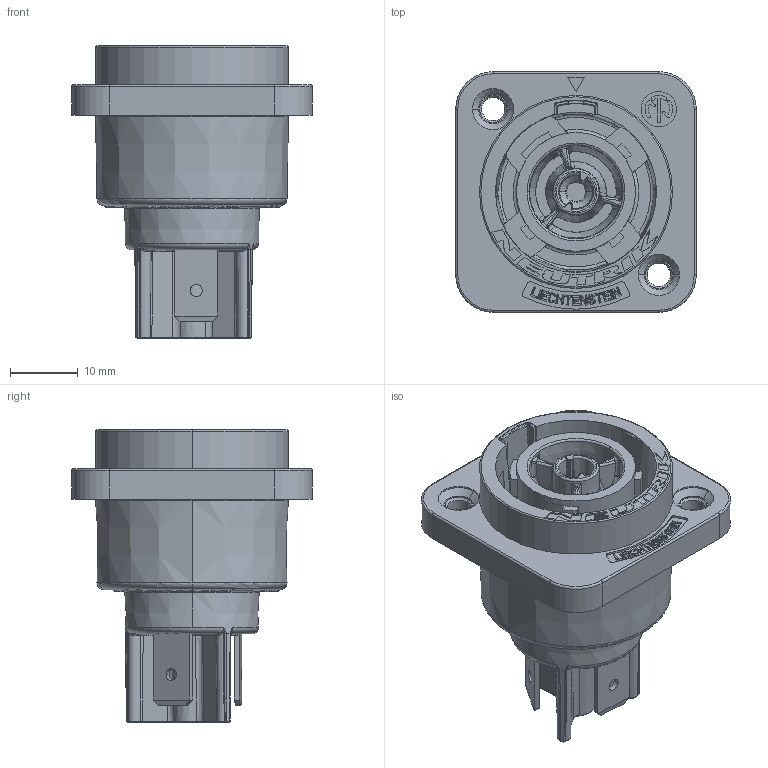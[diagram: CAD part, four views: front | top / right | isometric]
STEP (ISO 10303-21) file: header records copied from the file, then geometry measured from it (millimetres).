
FILE_DESCRIPTION((''),'2;1');
FILE_NAME('30010398','2023-04-11T14:52:23',('SYSTEM'),(''),'CREO PARAMETRIC BY PTC INC, 2021184','CREO PARAMETRIC BY PTC INC, 2021184','');
FILE_SCHEMA(('CONFIG_CONTROL_DESIGN'));
Products named in the file (1): 30010398
Bounding box: 35.4 x 35.4 x 43 mm (x, y, z)
Volume: 14377 mm3; surface area: 10946 mm2
Topology: 1 solids, 2 shells, 1836 faces, 4839 edges, 3083 vertices
Faces by surface type: plane 730, bspline 502, cylinder 188, torus 150, cone 144, extrusion 103, sphere 19
Entity records: 70194 total; most frequent: CARTESIAN_POINT 28732, ORIENTED_EDGE 9678, DIRECTION 6957, EDGE_CURVE 4839, VERTEX_POINT 3083, VECTOR 2327, AXIS2_PLACEMENT_3D 2315, LINE 2224
